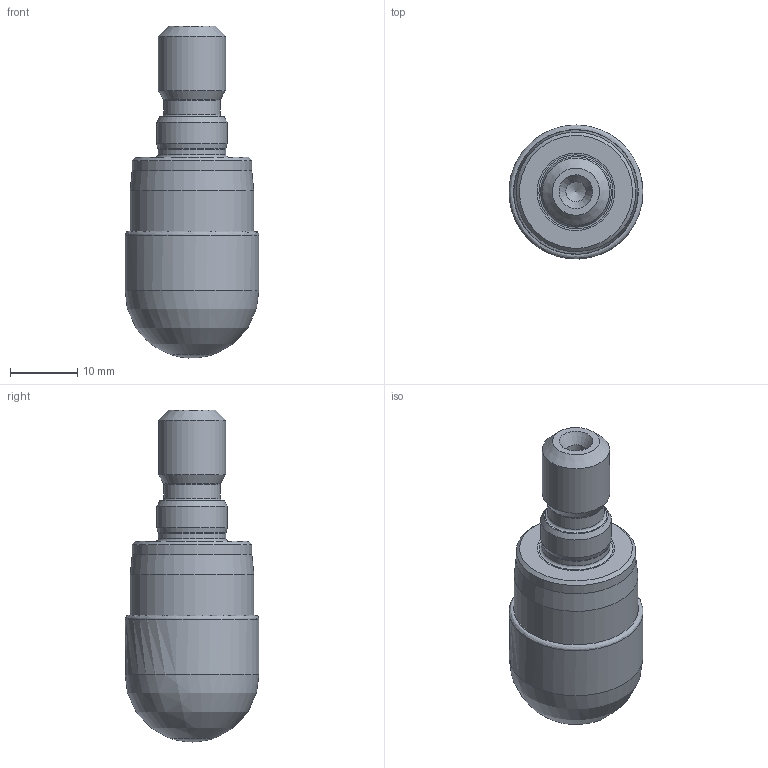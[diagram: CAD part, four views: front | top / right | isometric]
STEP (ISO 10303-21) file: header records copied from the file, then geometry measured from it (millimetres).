
FILE_DESCRIPTION(/* description */ (''),/* implementation_level */ '2;1');
FILE_NAME(/* name */ '20L2R030M10-SZP20-C_202810790ndi000_00-SIM.stp',/* time_stamp */ '2020-01-23T07:39:25+01:00',/* author */ (''),/* organization */ (''),/* preprocessor_version */ 'ST-DEVELOPER v16.7',/* originating_system */ 'SIEMENS PLM Software NX 12.0',/* authorisation */ '');
FILE_SCHEMA (('AUTOMOTIVE_DESIGN { 1 0 10303 214 3 1 1 1 }'));
Length unit declared in the file: millimetre
Products named in the file (1): hm153894DBB7jmjr
Bounding box: 19.91 x 19.91 x 49.37 mm (x, y, z)
Volume: 12020.5 mm3; surface area: 4291.7 mm2
Topology: 2 solids, 2 shells, 43 faces, 104 edges, 66 vertices
Faces by surface type: cone 14, revolution 12, cylinder 7, plane 4, torus 4, sphere 2
Full cylindrical faces by diameter (mm): 3 x1, 8.376 x1, 10 x1, 10.1 x1, 10.5 x1, 17.8 x1, 18.4 x1
Entity records: 941 total; most frequent: DIRECTION 167, CARTESIAN_POINT 162, FACE_BOUND 84, EDGE_LOOP 84, ORIENTED_EDGE 84, AXIS2_PLACEMENT_3D 76, CIRCLE 44, ADVANCED_FACE 43
